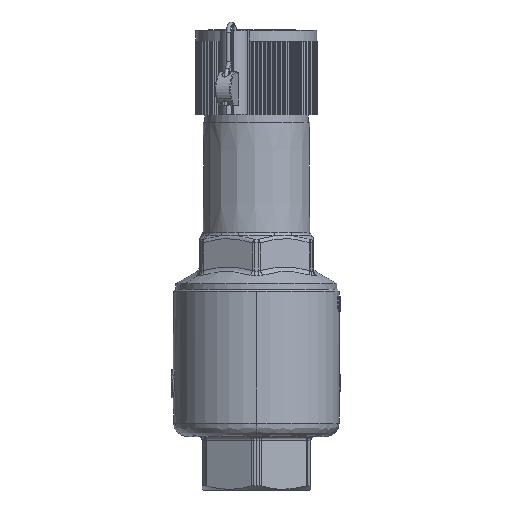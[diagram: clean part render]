
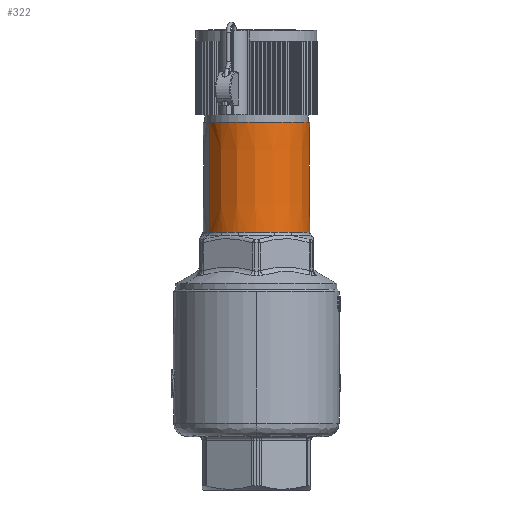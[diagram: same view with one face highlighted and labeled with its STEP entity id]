
A CAD part, front view. The second image highlights one B-rep face of the part: STEP entity #322.
In plain terms, the highlighted conical face has half-angle 0.154 degrees and reference radius 19.45 mm.
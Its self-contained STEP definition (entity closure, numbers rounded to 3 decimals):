
#93=CARTESIAN_POINT('Axis2P3D Location',(0.,82.544,222.625)) ;
#97=CARTESIAN_POINT('Vertex',(-17.114,73.195,222.625)) ;
#99=CARTESIAN_POINT('Vertex',(17.114,91.894,222.625)) ;
#116=CARTESIAN_POINT('Axis2P3D Location',(0.,82.544,241.705)) ;
#121=CARTESIAN_POINT('Line Origine',(17.14,91.908,211.605)) ;
#125=CARTESIAN_POINT('Vertex',(17.209,91.946,182.368)) ;
#180=CARTESIAN_POINT('Vertex',(-17.209,73.143,182.368)) ;
#183=CARTESIAN_POINT('Line Origine',(-17.14,73.181,211.605)) ;
#237=CARTESIAN_POINT('Axis2P3D Location',(0.,82.544,182.368)) ;
#241=CARTESIAN_POINT('Vertex',(19.288,86.079,182.368)) ;
#263=CARTESIAN_POINT('Axis2P3D Location',(0.,82.544,182.368)) ;
#267=CARTESIAN_POINT('Vertex',(-12.706,67.608,182.368)) ;
#271=CARTESIAN_POINT('Control Point',(-6.583,64.073,182.368)) ;
#272=CARTESIAN_POINT('Control Point',(-8.289,64.681,182.368)) ;
#273=CARTESIAN_POINT('Control Point',(-9.856,65.476,182.291)) ;
#274=CARTESIAN_POINT('Control Point',(-11.325,66.433,182.368)) ;
#275=CARTESIAN_POINT('Control Point',(-12.706,67.608,182.368)) ;
#276=CARTESIAN_POINT('Vertex',(-6.583,64.073,182.368)) ;
#279=CARTESIAN_POINT('Axis2P3D Location',(0.,82.544,182.368)) ;
#283=CARTESIAN_POINT('Vertex',(6.583,64.073,182.368)) ;
#287=CARTESIAN_POINT('Control Point',(12.706,67.608,182.368)) ;
#288=CARTESIAN_POINT('Control Point',(11.602,66.669,182.368)) ;
#289=CARTESIAN_POINT('Control Point',(10.439,65.856,182.322)) ;
#290=CARTESIAN_POINT('Control Point',(9.234,65.16,182.322)) ;
#291=CARTESIAN_POINT('Control Point',(7.949,64.56,182.368)) ;
#292=CARTESIAN_POINT('Control Point',(6.583,64.073,182.368)) ;
#293=CARTESIAN_POINT('Vertex',(12.706,67.608,182.368)) ;
#296=CARTESIAN_POINT('Axis2P3D Location',(0.,82.544,182.368)) ;
#300=CARTESIAN_POINT('Vertex',(19.288,79.009,182.368)) ;
#304=CARTESIAN_POINT('Control Point',(19.288,86.079,182.368)) ;
#305=CARTESIAN_POINT('Control Point',(19.615,84.297,182.368)) ;
#306=CARTESIAN_POINT('Control Point',(19.71,82.544,182.291)) ;
#307=CARTESIAN_POINT('Control Point',(19.615,80.792,182.368)) ;
#308=CARTESIAN_POINT('Control Point',(19.288,79.009,182.368)) ;
#123=VECTOR('Line Direction',#122,1.) ;
#185=VECTOR('Line Direction',#184,1.) ;
#94=DIRECTION('Axis2P3D Direction',(-0.,0.,1.)) ;
#117=DIRECTION('Axis2P3D Direction',(0.,0.,-1.)) ;
#118=DIRECTION('Axis2P3D XDirection',(0.878,0.479,0.)) ;
#122=DIRECTION('Vector Direction',(0.002,0.001,-1.)) ;
#184=DIRECTION('Vector Direction',(-0.002,-0.001,-1.)) ;
#238=DIRECTION('Axis2P3D Direction',(0.,0.,-1.)) ;
#264=DIRECTION('Axis2P3D Direction',(-0.,-0.,-1.)) ;
#280=DIRECTION('Axis2P3D Direction',(-0.,-0.,-1.)) ;
#297=DIRECTION('Axis2P3D Direction',(-0.,-0.,-1.)) ;
#95=AXIS2_PLACEMENT_3D('Circle Axis2P3D',#93,#94,$) ;
#119=AXIS2_PLACEMENT_3D('Cone Axis2P3D',#116,#117,#118) ;
#239=AXIS2_PLACEMENT_3D('Circle Axis2P3D',#237,#238,$) ;
#265=AXIS2_PLACEMENT_3D('Circle Axis2P3D',#263,#264,$) ;
#281=AXIS2_PLACEMENT_3D('Circle Axis2P3D',#279,#280,$) ;
#298=AXIS2_PLACEMENT_3D('Circle Axis2P3D',#296,#297,$) ;
#124=LINE('Line',#121,#123) ;
#186=LINE('Line',#183,#185) ;
#96=CIRCLE('generated circle',#95,19.501) ;
#240=CIRCLE('generated circle',#239,19.609) ;
#266=CIRCLE('generated circle',#265,19.609) ;
#282=CIRCLE('generated circle',#281,19.609) ;
#299=CIRCLE('generated circle',#298,19.609) ;
#120=CONICAL_SURFACE('Cone',#119,19.45,0.003) ;
#101=EDGE_CURVE('',#98,#100,#96,.T.) ;
#127=EDGE_CURVE('',#126,#100,#124,.F.) ;
#187=EDGE_CURVE('',#181,#98,#186,.F.) ;
#243=EDGE_CURVE('',#126,#242,#240,.T.) ;
#269=EDGE_CURVE('',#268,#181,#266,.T.) ;
#278=EDGE_CURVE('',#277,#268,#270,.T.) ;
#285=EDGE_CURVE('',#284,#277,#282,.T.) ;
#295=EDGE_CURVE('',#294,#284,#286,.T.) ;
#302=EDGE_CURVE('',#301,#294,#299,.T.) ;
#309=EDGE_CURVE('',#242,#301,#303,.T.) ;
#311=ORIENTED_EDGE('',*,*,#187,.F.) ;
#312=ORIENTED_EDGE('',*,*,#269,.F.) ;
#313=ORIENTED_EDGE('',*,*,#278,.F.) ;
#314=ORIENTED_EDGE('',*,*,#285,.F.) ;
#315=ORIENTED_EDGE('',*,*,#295,.F.) ;
#316=ORIENTED_EDGE('',*,*,#302,.F.) ;
#317=ORIENTED_EDGE('',*,*,#309,.F.) ;
#318=ORIENTED_EDGE('',*,*,#243,.F.) ;
#319=ORIENTED_EDGE('',*,*,#127,.T.) ;
#320=ORIENTED_EDGE('',*,*,#101,.F.) ;
#310=EDGE_LOOP('',(#311,#312,#313,#314,#315,#316,#317,#318,#319,#320)) ;
#98=VERTEX_POINT('',#97) ;
#100=VERTEX_POINT('',#99) ;
#126=VERTEX_POINT('',#125) ;
#181=VERTEX_POINT('',#180) ;
#242=VERTEX_POINT('',#241) ;
#268=VERTEX_POINT('',#267) ;
#277=VERTEX_POINT('',#276) ;
#284=VERTEX_POINT('',#283) ;
#294=VERTEX_POINT('',#293) ;
#301=VERTEX_POINT('',#300) ;
#322=ADVANCED_FACE('PartBody',(#321),#120,.T.) ;
#270=B_SPLINE_CURVE_WITH_KNOTS('',4,(#271,#272,#273,#274,#275),.UNSPECIFIED.,.F.,.U.,(5,5),(55.014,106.803),.UNSPECIFIED.) ;
#286=B_SPLINE_CURVE_WITH_KNOTS('',5,(#287,#288,#289,#290,#291,#292),.UNSPECIFIED.,.F.,.U.,(6,6),(55.021,106.804),.UNSPECIFIED.) ;
#303=B_SPLINE_CURVE_WITH_KNOTS('',4,(#304,#305,#306,#307,#308),.UNSPECIFIED.,.F.,.U.,(5,5),(34.683,86.453),.UNSPECIFIED.) ;
#321=FACE_OUTER_BOUND('',#310,.T.) ;
